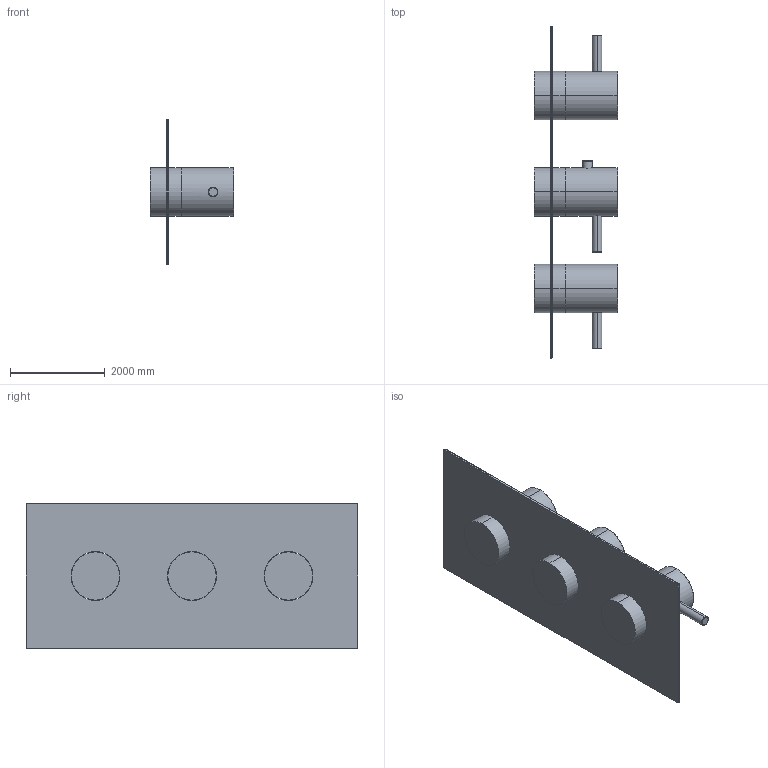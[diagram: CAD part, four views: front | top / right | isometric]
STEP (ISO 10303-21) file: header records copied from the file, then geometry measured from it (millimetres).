
FILE_DESCRIPTION((''),'2;1');
FILE_NAME('690-691','2018-07-29T',('MQ'),(''),'PRO/ENGINEER BY PARAMETRIC TECHNOLOGY CORPORATION, 2012130','PRO/ENGINEER BY PARAMETRIC TECHNOLOGY CORPORATION, 2012130','');
FILE_SCHEMA(('CONFIG_CONTROL_DESIGN'));
Length unit declared in the file: inch
Products named in the file (1): 690-691
Bounding box: 1752.6 x 6985 x 3048 mm (x, y, z)
Volume: 5295454338.6 mm3; surface area: 62315781.5 mm2
Topology: 4 solids, 4 shells, 81 faces, 166 edges, 100 vertices
Faces by surface type: cylinder 34, torus 28, plane 19
Entity records: 2284 total; most frequent: CARTESIAN_POINT 445, DIRECTION 432, ORIENTED_EDGE 332, AXIS2_PLACEMENT_3D 193, EDGE_CURVE 166, CIRCLE 112, VERTEX_POINT 100, EDGE_LOOP 94
